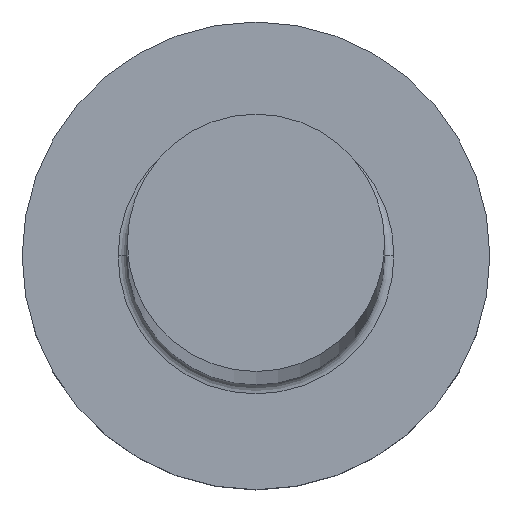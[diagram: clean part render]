
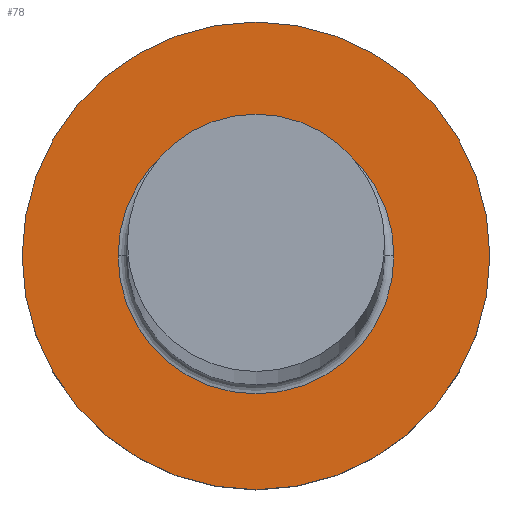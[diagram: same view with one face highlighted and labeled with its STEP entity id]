
A CAD part, top view. The second image highlights one B-rep face of the part: STEP entity #78.
In plain terms, the highlighted planar face has unit normal (0, 0, 1).
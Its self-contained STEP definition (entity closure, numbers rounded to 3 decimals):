
#2 = EDGE_LOOP ( 'NONE', ( #250, #203 ) ) ;
#3 = DIRECTION ( 'NONE',  ( 0., 0., 1. ) ) ;
#18 = CARTESIAN_POINT ( 'NONE',  ( 5., 0., 3. ) ) ;
#22 = CARTESIAN_POINT ( 'NONE',  ( -2.95, 0., 3. ) ) ;
#23 = EDGE_CURVE ( 'NONE', #86, #189, #277, .T. ) ;
#35 = DIRECTION ( 'NONE',  ( 1., 0., 0. ) ) ;
#36 = CARTESIAN_POINT ( 'NONE',  ( -5., 0., 3. ) ) ;
#41 = AXIS2_PLACEMENT_3D ( 'NONE', #159, #106, #89 ) ;
#44 = VERTEX_POINT ( 'NONE', #18 ) ;
#78 = ADVANCED_FACE ( 'NONE', ( #93, #184 ), #306, .T. ) ;
#86 = VERTEX_POINT ( 'NONE', #202 ) ;
#88 = DIRECTION ( 'NONE',  ( 1., 0., 0. ) ) ;
#89 = DIRECTION ( 'NONE',  ( 1., 0., 0. ) ) ;
#91 = AXIS2_PLACEMENT_3D ( 'NONE', #163, #307, #280 ) ;
#93 = FACE_BOUND ( 'NONE', #281, .T. ) ;
#94 = CARTESIAN_POINT ( 'NONE',  ( 0., 0., 3. ) ) ;
#106 = DIRECTION ( 'NONE',  ( 0., 0., -1. ) ) ;
#108 = ORIENTED_EDGE ( 'NONE', *, *, #23, .T. ) ;
#117 = DIRECTION ( 'NONE',  ( 1., 0., 0. ) ) ;
#120 = CIRCLE ( 'NONE', #244, 2.95 ) ;
#123 = CARTESIAN_POINT ( 'NONE',  ( 0., 0., 3. ) ) ;
#128 = AXIS2_PLACEMENT_3D ( 'NONE', #260, #3, #88 ) ;
#147 = ORIENTED_EDGE ( 'NONE', *, *, #160, .T. ) ;
#151 = EDGE_CURVE ( 'NONE', #251, #44, #295, .T. ) ;
#159 = CARTESIAN_POINT ( 'NONE',  ( 0., 0., 3. ) ) ;
#160 = EDGE_CURVE ( 'NONE', #189, #86, #120, .T. ) ;
#163 = CARTESIAN_POINT ( 'NONE',  ( 0., 0., 3. ) ) ;
#183 = CIRCLE ( 'NONE', #291, 5. ) ;
#184 = FACE_OUTER_BOUND ( 'NONE', #2, .T. ) ;
#189 = VERTEX_POINT ( 'NONE', #22 ) ;
#202 = CARTESIAN_POINT ( 'NONE',  ( 2.95, 0., 3. ) ) ;
#203 = ORIENTED_EDGE ( 'NONE', *, *, #239, .T. ) ;
#218 = DIRECTION ( 'NONE',  ( 0., 0., 1. ) ) ;
#239 = EDGE_CURVE ( 'NONE', #44, #251, #183, .T. ) ;
#244 = AXIS2_PLACEMENT_3D ( 'NONE', #94, #276, #117 ) ;
#250 = ORIENTED_EDGE ( 'NONE', *, *, #151, .T. ) ;
#251 = VERTEX_POINT ( 'NONE', #36 ) ;
#260 = CARTESIAN_POINT ( 'NONE',  ( 0., 0., 3. ) ) ;
#276 = DIRECTION ( 'NONE',  ( 0., 0., -1. ) ) ;
#277 = CIRCLE ( 'NONE', #41, 2.95 ) ;
#280 = DIRECTION ( 'NONE',  ( 1., 0., 0. ) ) ;
#281 = EDGE_LOOP ( 'NONE', ( #108, #147 ) ) ;
#291 = AXIS2_PLACEMENT_3D ( 'NONE', #123, #218, #35 ) ;
#295 = CIRCLE ( 'NONE', #128, 5. ) ;
#306 = PLANE ( 'NONE',  #91 ) ;
#307 = DIRECTION ( 'NONE',  ( 0., 0., 1. ) ) ;
